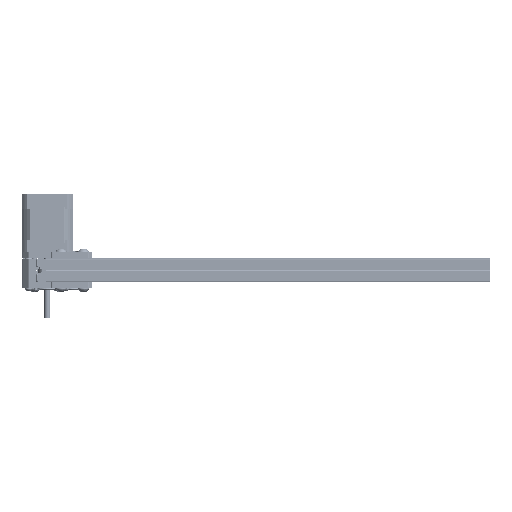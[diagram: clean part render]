
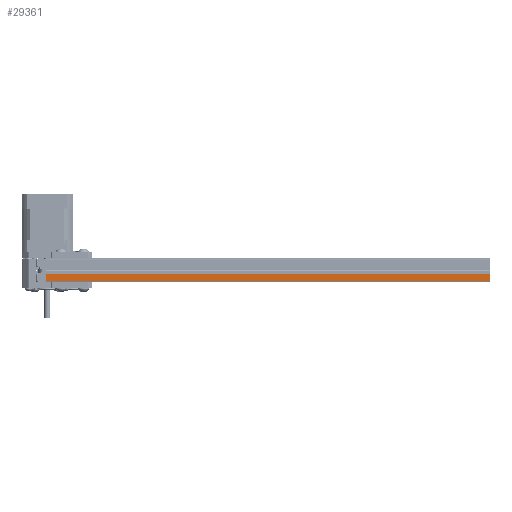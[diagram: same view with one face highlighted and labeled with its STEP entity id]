
A CAD part, left-side view. The second image highlights one B-rep face of the part: STEP entity #29361.
In plain terms, the highlighted face is planar.
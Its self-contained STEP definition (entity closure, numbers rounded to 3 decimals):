
#2287=PLANE('',#33071);
#3889=FACE_OUTER_BOUND('',#5790,.T.);
#5790=EDGE_LOOP('',(#26474,#26475,#26476,#26477));
#7980=LINE('',#53354,#10334);
#7981=LINE('',#53357,#10335);
#7982=LINE('',#53359,#10336);
#7983=LINE('',#53360,#10337);
#10334=VECTOR('',#41809,1000.);
#10335=VECTOR('',#41812,1000.);
#10336=VECTOR('',#41813,10.);
#10337=VECTOR('',#41814,1000.);
#14655=VERTEX_POINT('',#53350);
#14656=VERTEX_POINT('',#53352);
#14657=VERTEX_POINT('',#53356);
#14658=VERTEX_POINT('',#53358);
#18654=EDGE_CURVE('',#14656,#14655,#7980,.T.);
#18655=EDGE_CURVE('',#14655,#14657,#7981,.T.);
#18656=EDGE_CURVE('',#14656,#14658,#7982,.T.);
#18657=EDGE_CURVE('',#14658,#14657,#7983,.T.);
#26474=ORIENTED_EDGE('',*,*,#18655,.F.);
#26475=ORIENTED_EDGE('',*,*,#18654,.F.);
#26476=ORIENTED_EDGE('',*,*,#18656,.T.);
#26477=ORIENTED_EDGE('',*,*,#18657,.T.);
#29361=ADVANCED_FACE('',(#3889),#2287,.T.);
#33071=AXIS2_PLACEMENT_3D('',#53355,#41810,#41811);
#41809=DIRECTION('',(0.,0.,1.));
#41810=DIRECTION('center_axis',(0.,1.,0.));
#41811=DIRECTION('ref_axis',(0.,0.,1.));
#41812=DIRECTION('',(-1.,0.,0.));
#41813=DIRECTION('',(-1.,0.,0.));
#41814=DIRECTION('',(0.,0.,1.));
#53350=CARTESIAN_POINT('',(9.,10.,20.));
#53352=CARTESIAN_POINT('',(9.,10.,-350.));
#53354=CARTESIAN_POINT('',(9.,10.,-200.));
#53355=CARTESIAN_POINT('Origin',(9.,10.,-200.));
#53356=CARTESIAN_POINT('',(3.,10.,20.));
#53357=CARTESIAN_POINT('',(9.,10.,20.));
#53358=CARTESIAN_POINT('',(3.,10.,-350.));
#53359=CARTESIAN_POINT('',(0.,10.,-350.));
#53360=CARTESIAN_POINT('',(3.,10.,-200.));
